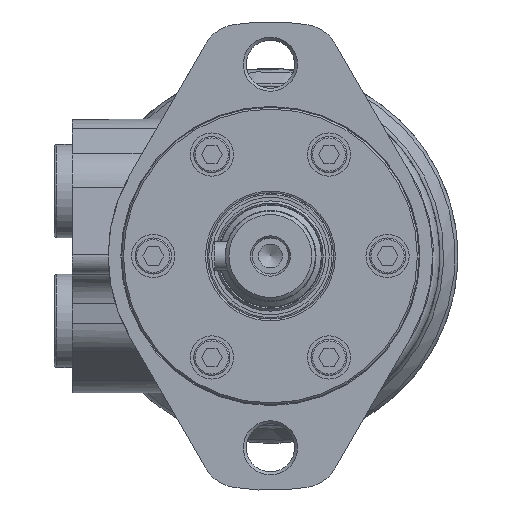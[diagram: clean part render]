
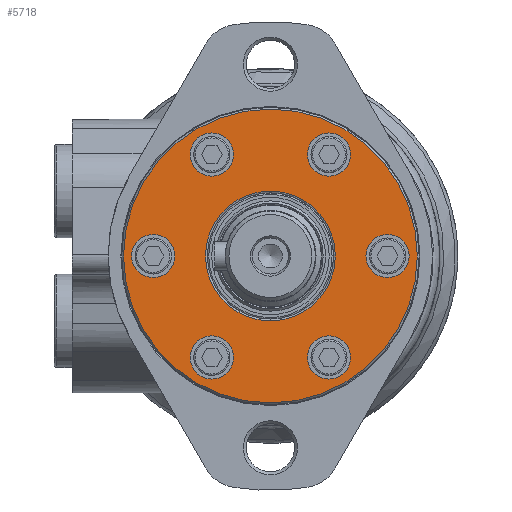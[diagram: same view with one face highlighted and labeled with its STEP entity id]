
A CAD part, left-side view. The second image highlights one B-rep face of the part: STEP entity #5718.
In plain terms, the highlighted planar face has unit normal (-1, 0, 0).
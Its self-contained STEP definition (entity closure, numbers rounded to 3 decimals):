
#191=PLANE('',#6320);
#1231=CIRCLE('',#6321,40.75);
#1232=CIRCLE('',#6322,6.);
#1233=CIRCLE('',#6323,6.);
#1234=CIRCLE('',#6324,6.);
#1235=CIRCLE('',#6325,6.);
#1236=CIRCLE('',#6326,6.);
#1237=CIRCLE('',#6327,6.);
#1238=CIRCLE('',#6328,18.);
#2050=ORIENTED_EDGE('',*,*,#3303,.F.);
#2051=ORIENTED_EDGE('',*,*,#3304,.F.);
#2052=ORIENTED_EDGE('',*,*,#3305,.T.);
#2053=ORIENTED_EDGE('',*,*,#3306,.T.);
#2054=ORIENTED_EDGE('',*,*,#3307,.T.);
#2055=ORIENTED_EDGE('',*,*,#3308,.T.);
#2056=ORIENTED_EDGE('',*,*,#3309,.T.);
#2057=ORIENTED_EDGE('',*,*,#3310,.T.);
#3303=EDGE_CURVE('',#3999,#3999,#1231,.T.);
#3304=EDGE_CURVE('',#4000,#4000,#1232,.F.);
#3305=EDGE_CURVE('',#4001,#4001,#1233,.T.);
#3306=EDGE_CURVE('',#4002,#4002,#1234,.T.);
#3307=EDGE_CURVE('',#4003,#4003,#1235,.T.);
#3308=EDGE_CURVE('',#4004,#4004,#1236,.T.);
#3309=EDGE_CURVE('',#4005,#4005,#1237,.T.);
#3310=EDGE_CURVE('',#4006,#4006,#1238,.T.);
#3999=VERTEX_POINT('',#9574);
#4000=VERTEX_POINT('',#9576);
#4001=VERTEX_POINT('',#9578);
#4002=VERTEX_POINT('',#9580);
#4003=VERTEX_POINT('',#9582);
#4004=VERTEX_POINT('',#9584);
#4005=VERTEX_POINT('',#9586);
#4006=VERTEX_POINT('',#9588);
#4630=EDGE_LOOP('',(#2050));
#4631=EDGE_LOOP('',(#2051));
#4632=EDGE_LOOP('',(#2052));
#4633=EDGE_LOOP('',(#2053));
#4634=EDGE_LOOP('',(#2054));
#4635=EDGE_LOOP('',(#2055));
#4636=EDGE_LOOP('',(#2056));
#4637=EDGE_LOOP('',(#2057));
#5193=FACE_BOUND('',#4630,.T.);
#5194=FACE_BOUND('',#4631,.T.);
#5195=FACE_BOUND('',#4632,.T.);
#5196=FACE_BOUND('',#4633,.T.);
#5197=FACE_BOUND('',#4634,.T.);
#5198=FACE_BOUND('',#4635,.T.);
#5199=FACE_BOUND('',#4636,.T.);
#5200=FACE_BOUND('',#4637,.T.);
#5718=ADVANCED_FACE('',(#5193,#5194,#5195,#5196,#5197,#5198,#5199,#5200),
#191,.F.);
#6320=AXIS2_PLACEMENT_3D('',#9572,#7455,#7456);
#6321=AXIS2_PLACEMENT_3D('',#9573,#7457,#7458);
#6322=AXIS2_PLACEMENT_3D('',#9575,#7459,#7460);
#6323=AXIS2_PLACEMENT_3D('',#9577,#7461,#7462);
#6324=AXIS2_PLACEMENT_3D('',#9579,#7463,#7464);
#6325=AXIS2_PLACEMENT_3D('',#9581,#7465,#7466);
#6326=AXIS2_PLACEMENT_3D('',#9583,#7467,#7468);
#6327=AXIS2_PLACEMENT_3D('',#9585,#7469,#7470);
#6328=AXIS2_PLACEMENT_3D('',#9587,#7471,#7472);
#7455=DIRECTION('',(1.,0.,0.));
#7456=DIRECTION('',(0.,0.,-1.));
#7457=DIRECTION('',(1.,0.,0.));
#7458=DIRECTION('',(0.,0.,-1.));
#7459=DIRECTION('',(1.,0.,0.));
#7460=DIRECTION('',(0.,0.,-1.));
#7461=DIRECTION('',(1.,0.,0.));
#7462=DIRECTION('',(0.,0.,-1.));
#7463=DIRECTION('',(1.,0.,0.));
#7464=DIRECTION('',(0.,0.,-1.));
#7465=DIRECTION('',(1.,0.,0.));
#7466=DIRECTION('',(0.,0.,-1.));
#7467=DIRECTION('',(1.,0.,0.));
#7468=DIRECTION('',(0.,0.,-1.));
#7469=DIRECTION('',(1.,0.,0.));
#7470=DIRECTION('',(0.,0.,-1.));
#7471=DIRECTION('',(1.,0.,0.));
#7472=DIRECTION('',(0.,0.,-1.));
#9572=CARTESIAN_POINT('',(0.,0.,0.));
#9573=CARTESIAN_POINT('',(0.,0.,0.));
#9574=CARTESIAN_POINT('',(0.,0.,-40.75));
#9575=CARTESIAN_POINT('',(0.,32.5,0.));
#9576=CARTESIAN_POINT('',(0.,32.5,-6.));
#9577=CARTESIAN_POINT('',(0.,16.25,-28.146));
#9578=CARTESIAN_POINT('',(0.,16.25,-34.146));
#9579=CARTESIAN_POINT('',(0.,-16.25,-28.146));
#9580=CARTESIAN_POINT('',(0.,-16.25,-34.146));
#9581=CARTESIAN_POINT('',(0.,-32.5,0.));
#9582=CARTESIAN_POINT('',(0.,-32.5,-6.));
#9583=CARTESIAN_POINT('',(0.,-16.25,28.146));
#9584=CARTESIAN_POINT('',(0.,-16.25,22.146));
#9585=CARTESIAN_POINT('',(0.,16.25,28.146));
#9586=CARTESIAN_POINT('',(0.,16.25,22.146));
#9587=CARTESIAN_POINT('',(0.,0.,0.));
#9588=CARTESIAN_POINT('',(0.,0.,-18.));
